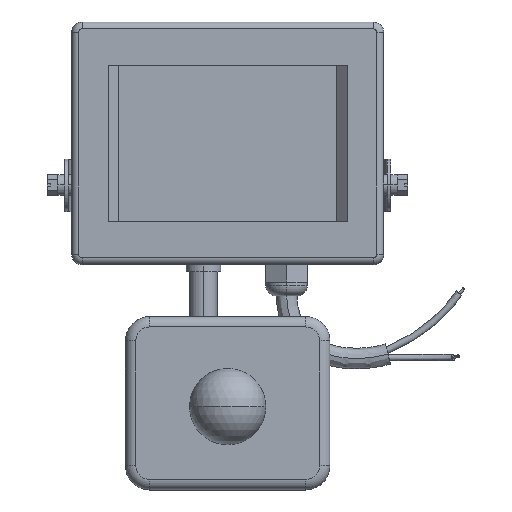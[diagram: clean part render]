
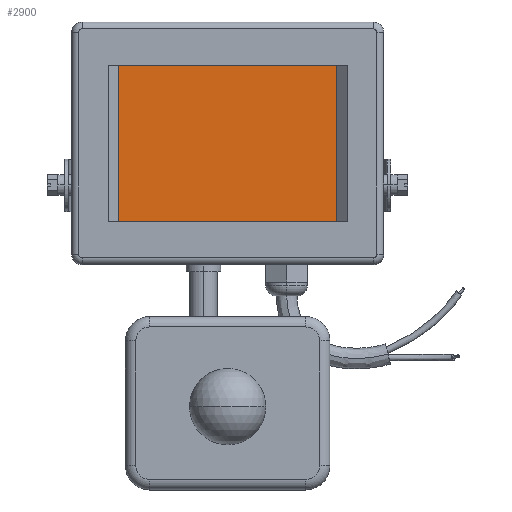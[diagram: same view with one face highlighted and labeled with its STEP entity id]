
A CAD part, top view. The second image highlights one B-rep face of the part: STEP entity #2900.
In plain terms, the highlighted planar face has unit normal (0, 0, 1).
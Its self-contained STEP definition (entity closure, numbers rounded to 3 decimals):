
#49 = CARTESIAN_POINT ( 'NONE',  ( 76.511, 22.5, 19. ) ) ;
#305 = EDGE_CURVE ( 'NONE', #9419, #1964, #4451, .T. ) ;
#1964 = VERTEX_POINT ( 'NONE', #11530 ) ;
#2029 = DIRECTION ( 'NONE',  ( 0., -1., 0. ) ) ;
#2763 = ORIENTED_EDGE ( 'NONE', *, *, #3350, .F. ) ;
#2900 = ADVANCED_FACE ( 'NONE', ( #5003 ), #8299, .F. ) ;
#3350 = EDGE_CURVE ( 'NONE', #10761, #7993, #9658, .T. ) ;
#3962 = DIRECTION ( 'NONE',  ( -1., 0., 0. ) ) ;
#4451 = LINE ( 'NONE', #13422, #12415 ) ;
#4666 = CARTESIAN_POINT ( 'NONE',  ( 31.5, 22.5, 19. ) ) ;
#4713 = DIRECTION ( 'NONE',  ( 0., -1., 0. ) ) ;
#5003 = FACE_OUTER_BOUND ( 'NONE', #12017, .T. ) ;
#5554 = CARTESIAN_POINT ( 'NONE',  ( 31.5, -22.5, 19. ) ) ;
#5899 = CARTESIAN_POINT ( 'NONE',  ( 76.511, -22.5, 19. ) ) ;
#7233 = VECTOR ( 'NONE', #13399, 1000. ) ;
#7949 = AXIS2_PLACEMENT_3D ( 'NONE', #10297, #9151, #12479 ) ;
#7993 = VERTEX_POINT ( 'NONE', #5554 ) ;
#8299 = PLANE ( 'NONE',  #7949 ) ;
#8707 = EDGE_CURVE ( 'NONE', #7993, #1964, #11288, .T. ) ;
#8833 = ORIENTED_EDGE ( 'NONE', *, *, #13272, .T. ) ;
#9151 = DIRECTION ( 'NONE',  ( 0., 0., -1. ) ) ;
#9163 = CARTESIAN_POINT ( 'NONE',  ( -31.5, 22.5, 19. ) ) ;
#9216 = ORIENTED_EDGE ( 'NONE', *, *, #8707, .F. ) ;
#9419 = VERTEX_POINT ( 'NONE', #9163 ) ;
#9658 = LINE ( 'NONE', #9842, #12621 ) ;
#9842 = CARTESIAN_POINT ( 'NONE',  ( 31.5, 22.5, 19. ) ) ;
#10297 = CARTESIAN_POINT ( 'NONE',  ( 76.511, 22.5, 19. ) ) ;
#10761 = VERTEX_POINT ( 'NONE', #4666 ) ;
#10795 = VECTOR ( 'NONE', #3962, 1000. ) ;
#11288 = LINE ( 'NONE', #5899, #10795 ) ;
#11443 = ORIENTED_EDGE ( 'NONE', *, *, #305, .T. ) ;
#11530 = CARTESIAN_POINT ( 'NONE',  ( -31.5, -22.5, 19. ) ) ;
#12017 = EDGE_LOOP ( 'NONE', ( #2763, #8833, #11443, #9216 ) ) ;
#12415 = VECTOR ( 'NONE', #2029, 1000. ) ;
#12457 = LINE ( 'NONE', #49, #7233 ) ;
#12479 = DIRECTION ( 'NONE',  ( -1., 0., 0. ) ) ;
#12621 = VECTOR ( 'NONE', #4713, 1000. ) ;
#13272 = EDGE_CURVE ( 'NONE', #10761, #9419, #12457, .T. ) ;
#13399 = DIRECTION ( 'NONE',  ( -1., 0., 0. ) ) ;
#13422 = CARTESIAN_POINT ( 'NONE',  ( -31.5, 22.5, 19. ) ) ;
